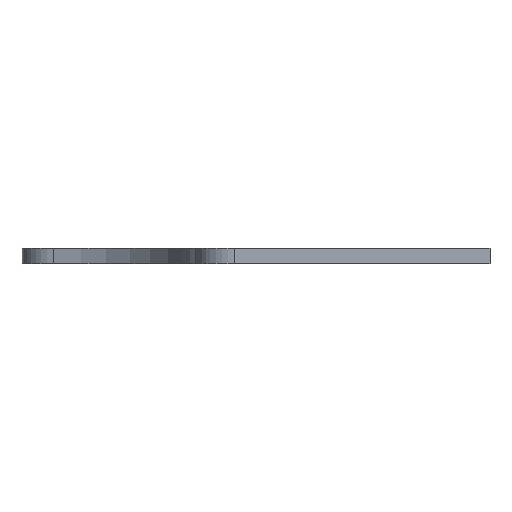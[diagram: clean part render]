
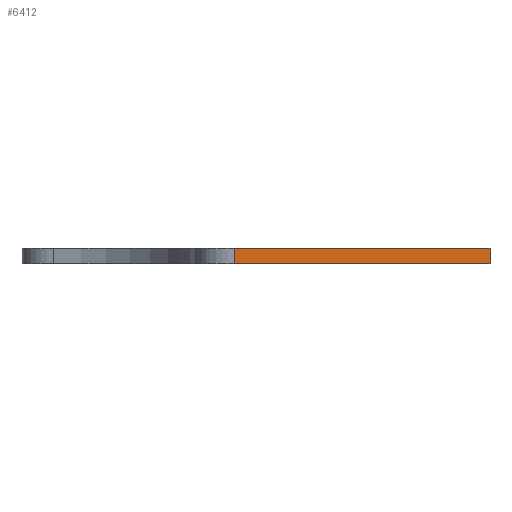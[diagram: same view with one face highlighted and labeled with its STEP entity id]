
A CAD part, front view. The second image highlights one B-rep face of the part: STEP entity #6412.
In plain terms, the highlighted planar face has unit normal (0, -1, 0).
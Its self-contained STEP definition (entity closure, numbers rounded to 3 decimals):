
#235 = EDGE_CURVE ( 'NONE', #7539, #8022, #7319, .T. ) ;
#755 = EDGE_CURVE ( 'NONE', #5863, #7539, #5060, .T. ) ;
#869 = EDGE_CURVE ( 'NONE', #2691, #8022, #3598, .T. ) ;
#1025 = DIRECTION ( 'NONE',  ( 1., 0., 0. ) ) ;
#1574 = EDGE_LOOP ( 'NONE', ( #7475, #5702, #7307, #8567 ) ) ;
#1617 = LINE ( 'NONE', #8562, #5458 ) ;
#1853 = DIRECTION ( 'NONE',  ( 1., 0., 0. ) ) ;
#1903 = CARTESIAN_POINT ( 'NONE',  ( -4.984, -130., 4. ) ) ;
#2183 = CARTESIAN_POINT ( 'NONE',  ( -4.984, -130., 4. ) ) ;
#2691 = VERTEX_POINT ( 'NONE', #6167 ) ;
#2907 = EDGE_CURVE ( 'NONE', #5863, #2691, #1617, .T. ) ;
#3064 = CARTESIAN_POINT ( 'NONE',  ( -15., -130., 0. ) ) ;
#3422 = FACE_OUTER_BOUND ( 'NONE', #1574, .T. ) ;
#3598 = LINE ( 'NONE', #7691, #4839 ) ;
#3722 = CARTESIAN_POINT ( 'NONE',  ( -15., -130., 4. ) ) ;
#4002 = VECTOR ( 'NONE', #1025, 1000. ) ;
#4459 = DIRECTION ( 'NONE',  ( -1., 0., 0. ) ) ;
#4839 = VECTOR ( 'NONE', #5040, 1000. ) ;
#5040 = DIRECTION ( 'NONE',  ( 0., 0., -1. ) ) ;
#5060 = LINE ( 'NONE', #1903, #5153 ) ;
#5153 = VECTOR ( 'NONE', #7331, 1000. ) ;
#5452 = CARTESIAN_POINT ( 'NONE',  ( 60., -130., 0. ) ) ;
#5458 = VECTOR ( 'NONE', #1853, 1000. ) ;
#5702 = ORIENTED_EDGE ( 'NONE', *, *, #755, .T. ) ;
#5863 = VERTEX_POINT ( 'NONE', #2183 ) ;
#6167 = CARTESIAN_POINT ( 'NONE',  ( 60., -130., 4. ) ) ;
#6412 = ADVANCED_FACE ( 'NONE', ( #3422 ), #6499, .F. ) ;
#6446 = DIRECTION ( 'NONE',  ( 0., 1., 0. ) ) ;
#6499 = PLANE ( 'NONE',  #6731 ) ;
#6731 = AXIS2_PLACEMENT_3D ( 'NONE', #3722, #6446, #4459 ) ;
#7307 = ORIENTED_EDGE ( 'NONE', *, *, #235, .T. ) ;
#7319 = LINE ( 'NONE', #3064, #4002 ) ;
#7331 = DIRECTION ( 'NONE',  ( 0., 0., -1. ) ) ;
#7475 = ORIENTED_EDGE ( 'NONE', *, *, #2907, .F. ) ;
#7539 = VERTEX_POINT ( 'NONE', #8225 ) ;
#7691 = CARTESIAN_POINT ( 'NONE',  ( 60., -130., 4. ) ) ;
#8022 = VERTEX_POINT ( 'NONE', #5452 ) ;
#8225 = CARTESIAN_POINT ( 'NONE',  ( -4.984, -130., 0. ) ) ;
#8562 = CARTESIAN_POINT ( 'NONE',  ( -15., -130., 4. ) ) ;
#8567 = ORIENTED_EDGE ( 'NONE', *, *, #869, .F. ) ;
